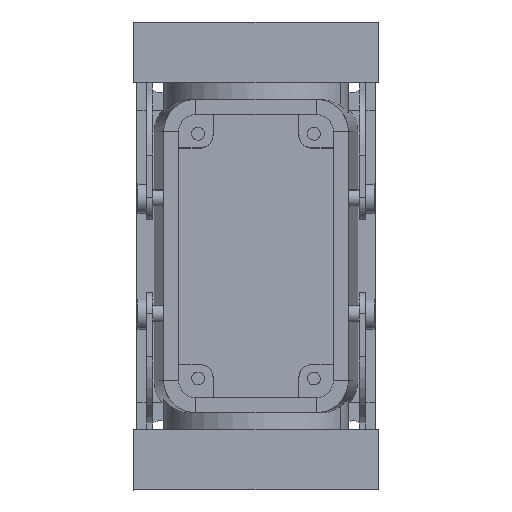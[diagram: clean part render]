
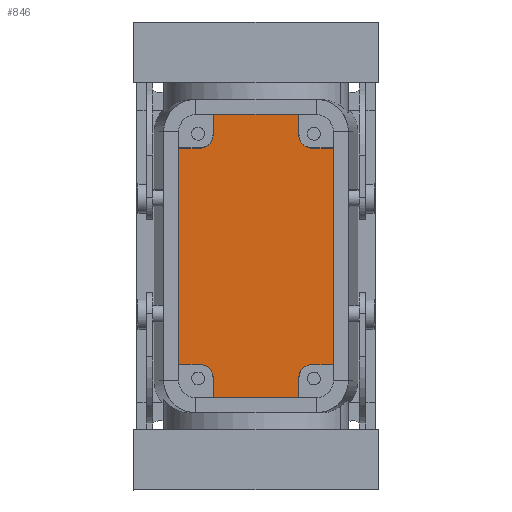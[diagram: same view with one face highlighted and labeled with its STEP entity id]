
A CAD part, top view. The second image highlights one B-rep face of the part: STEP entity #846.
In plain terms, the highlighted planar face has unit normal (0, 0, 1).
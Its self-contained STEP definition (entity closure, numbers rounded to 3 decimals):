
#352=AXIS2_PLACEMENT_3D('Circle Axis2P3D',#350,#351,$) ;
#724=AXIS2_PLACEMENT_3D('Plane Axis2P3D',#721,#722,#723) ;
#321=CARTESIAN_POINT('Vertex',(18.5,21.5,5.5)) ;
#324=CARTESIAN_POINT('Line Origine',(18.5,23.875,5.5)) ;
#328=CARTESIAN_POINT('Vertex',(18.5,26.25,5.5)) ;
#350=CARTESIAN_POINT('Axis2P3D Location',(15.5,26.25,5.5)) ;
#354=CARTESIAN_POINT('Vertex',(15.5,29.25,5.5)) ;
#374=CARTESIAN_POINT('Line Origine',(13.,29.25,5.5)) ;
#378=CARTESIAN_POINT('Vertex',(10.5,29.25,5.5)) ;
#685=CARTESIAN_POINT('Vertex',(38.5,26.25,5.5)) ;
#688=CARTESIAN_POINT('Line Origine',(38.5,23.875,5.5)) ;
#692=CARTESIAN_POINT('Vertex',(38.5,21.5,5.5)) ;
#709=CARTESIAN_POINT('Line Origine',(28.5,21.5,5.5)) ;
#721=CARTESIAN_POINT('Axis2P3D Location',(28.5,54.5,5.5)) ;
#727=CARTESIAN_POINT('Control Point',(41.5,79.75,5.5)) ;
#728=CARTESIAN_POINT('Control Point',(41.161,79.75,5.5)) ;
#729=CARTESIAN_POINT('Control Point',(40.821,79.798,5.5)) ;
#730=CARTESIAN_POINT('Control Point',(40.491,79.894,5.5)) ;
#731=CARTESIAN_POINT('Control Point',(39.866,80.177,5.5)) ;
#732=CARTESIAN_POINT('Control Point',(39.345,80.622,5.5)) ;
#733=CARTESIAN_POINT('Control Point',(39.117,80.88,5.5)) ;
#734=CARTESIAN_POINT('Control Point',(38.783,81.389,5.5)) ;
#735=CARTESIAN_POINT('Control Point',(38.587,81.963,5.5)) ;
#736=CARTESIAN_POINT('Control Point',(38.529,82.223,5.5)) ;
#737=CARTESIAN_POINT('Control Point',(38.5,82.486,5.5)) ;
#738=CARTESIAN_POINT('Control Point',(38.5,82.75,5.5)) ;
#739=CARTESIAN_POINT('Vertex',(38.5,82.75,5.5)) ;
#741=CARTESIAN_POINT('Vertex',(41.5,79.75,5.5)) ;
#744=CARTESIAN_POINT('Line Origine',(38.5,85.125,5.5)) ;
#748=CARTESIAN_POINT('Vertex',(38.5,87.5,5.5)) ;
#751=CARTESIAN_POINT('Line Origine',(28.5,87.5,5.5)) ;
#755=CARTESIAN_POINT('Vertex',(18.5,87.5,5.5)) ;
#758=CARTESIAN_POINT('Line Origine',(18.5,85.125,5.5)) ;
#762=CARTESIAN_POINT('Vertex',(18.5,82.75,5.5)) ;
#766=CARTESIAN_POINT('Control Point',(18.5,82.75,5.5)) ;
#767=CARTESIAN_POINT('Control Point',(18.5,82.411,5.5)) ;
#768=CARTESIAN_POINT('Control Point',(18.452,82.071,5.5)) ;
#769=CARTESIAN_POINT('Control Point',(18.356,81.741,5.5)) ;
#770=CARTESIAN_POINT('Control Point',(18.073,81.116,5.5)) ;
#771=CARTESIAN_POINT('Control Point',(17.628,80.595,5.5)) ;
#772=CARTESIAN_POINT('Control Point',(17.37,80.367,5.5)) ;
#773=CARTESIAN_POINT('Control Point',(16.861,80.033,5.5)) ;
#774=CARTESIAN_POINT('Control Point',(16.287,79.837,5.5)) ;
#775=CARTESIAN_POINT('Control Point',(16.027,79.779,5.5)) ;
#776=CARTESIAN_POINT('Control Point',(15.764,79.75,5.5)) ;
#777=CARTESIAN_POINT('Control Point',(15.5,79.75,5.5)) ;
#778=CARTESIAN_POINT('Vertex',(15.5,79.75,5.5)) ;
#781=CARTESIAN_POINT('Line Origine',(13.,79.75,5.5)) ;
#785=CARTESIAN_POINT('Vertex',(10.5,79.75,5.5)) ;
#788=CARTESIAN_POINT('Line Origine',(10.5,54.5,5.5)) ;
#794=CARTESIAN_POINT('Control Point',(38.5,26.25,5.5)) ;
#795=CARTESIAN_POINT('Control Point',(38.5,26.589,5.5)) ;
#796=CARTESIAN_POINT('Control Point',(38.548,26.929,5.5)) ;
#797=CARTESIAN_POINT('Control Point',(38.644,27.259,5.5)) ;
#798=CARTESIAN_POINT('Control Point',(38.927,27.884,5.5)) ;
#799=CARTESIAN_POINT('Control Point',(39.372,28.405,5.5)) ;
#800=CARTESIAN_POINT('Control Point',(39.63,28.633,5.5)) ;
#801=CARTESIAN_POINT('Control Point',(40.139,28.967,5.5)) ;
#802=CARTESIAN_POINT('Control Point',(40.713,29.163,5.5)) ;
#803=CARTESIAN_POINT('Control Point',(40.973,29.221,5.5)) ;
#804=CARTESIAN_POINT('Control Point',(41.236,29.25,5.5)) ;
#805=CARTESIAN_POINT('Control Point',(41.5,29.25,5.5)) ;
#806=CARTESIAN_POINT('Vertex',(41.5,29.25,5.5)) ;
#809=CARTESIAN_POINT('Line Origine',(44.,29.25,5.5)) ;
#813=CARTESIAN_POINT('Vertex',(46.5,29.25,5.5)) ;
#816=CARTESIAN_POINT('Line Origine',(46.5,54.5,5.5)) ;
#820=CARTESIAN_POINT('Vertex',(46.5,79.75,5.5)) ;
#823=CARTESIAN_POINT('Line Origine',(44.,79.75,5.5)) ;
#325=DIRECTION('Vector Direction',(0.,-1.,0.)) ;
#351=DIRECTION('Axis2P3D Direction',(0.,0.,-1.)) ;
#375=DIRECTION('Vector Direction',(1.,0.,0.)) ;
#689=DIRECTION('Vector Direction',(0.,-1.,0.)) ;
#710=DIRECTION('Vector Direction',(1.,0.,0.)) ;
#722=DIRECTION('Axis2P3D Direction',(0.,-0.,1.)) ;
#723=DIRECTION('Axis2P3D XDirection',(0.,1.,0.)) ;
#745=DIRECTION('Vector Direction',(0.,1.,0.)) ;
#752=DIRECTION('Vector Direction',(-1.,0.,0.)) ;
#759=DIRECTION('Vector Direction',(0.,1.,0.)) ;
#782=DIRECTION('Vector Direction',(1.,0.,0.)) ;
#789=DIRECTION('Vector Direction',(0.,1.,0.)) ;
#810=DIRECTION('Vector Direction',(-1.,0.,0.)) ;
#817=DIRECTION('Vector Direction',(0.,-1.,0.)) ;
#824=DIRECTION('Vector Direction',(-1.,0.,0.)) ;
#326=VECTOR('Line Direction',#325,1.) ;
#376=VECTOR('Line Direction',#375,1.) ;
#690=VECTOR('Line Direction',#689,1.) ;
#711=VECTOR('Line Direction',#710,1.) ;
#746=VECTOR('Line Direction',#745,1.) ;
#753=VECTOR('Line Direction',#752,1.) ;
#760=VECTOR('Line Direction',#759,1.) ;
#783=VECTOR('Line Direction',#782,1.) ;
#790=VECTOR('Line Direction',#789,1.) ;
#811=VECTOR('Line Direction',#810,1.) ;
#818=VECTOR('Line Direction',#817,1.) ;
#825=VECTOR('Line Direction',#824,1.) ;
#829=ORIENTED_EDGE('',*,*,#743,.F.) ;
#830=ORIENTED_EDGE('',*,*,#750,.T.) ;
#831=ORIENTED_EDGE('',*,*,#757,.T.) ;
#832=ORIENTED_EDGE('',*,*,#764,.F.) ;
#833=ORIENTED_EDGE('',*,*,#780,.F.) ;
#834=ORIENTED_EDGE('',*,*,#787,.F.) ;
#835=ORIENTED_EDGE('',*,*,#792,.T.) ;
#836=ORIENTED_EDGE('',*,*,#380,.T.) ;
#837=ORIENTED_EDGE('',*,*,#356,.F.) ;
#838=ORIENTED_EDGE('',*,*,#330,.T.) ;
#839=ORIENTED_EDGE('',*,*,#713,.T.) ;
#840=ORIENTED_EDGE('',*,*,#694,.F.) ;
#841=ORIENTED_EDGE('',*,*,#808,.F.) ;
#842=ORIENTED_EDGE('',*,*,#815,.F.) ;
#843=ORIENTED_EDGE('',*,*,#822,.T.) ;
#844=ORIENTED_EDGE('',*,*,#827,.T.) ;
#846=ADVANCED_FACE('Housing',(#845),#725,.T.) ;
#726=B_SPLINE_CURVE_WITH_KNOTS('',5,(#727,#728,#729,#730,#731,#732,#733,#734,#735,#736,#737,#738),.UNSPECIFIED.,.F.,.U.,(6,3,3,6),(0.,2.4,4.8,6.664),.UNSPECIFIED.) ;
#765=B_SPLINE_CURVE_WITH_KNOTS('',5,(#766,#767,#768,#769,#770,#771,#772,#773,#774,#775,#776,#777),.UNSPECIFIED.,.F.,.U.,(6,3,3,6),(0.,2.4,4.8,6.664),.UNSPECIFIED.) ;
#793=B_SPLINE_CURVE_WITH_KNOTS('',5,(#794,#795,#796,#797,#798,#799,#800,#801,#802,#803,#804,#805),.UNSPECIFIED.,.F.,.U.,(6,3,3,6),(0.,2.4,4.8,6.664),.UNSPECIFIED.) ;
#353=CIRCLE('generated circle',#352,3.) ;
#330=EDGE_CURVE('',#329,#322,#327,.T.) ;
#356=EDGE_CURVE('',#329,#355,#353,.F.) ;
#380=EDGE_CURVE('',#379,#355,#377,.T.) ;
#694=EDGE_CURVE('',#686,#693,#691,.T.) ;
#713=EDGE_CURVE('',#322,#693,#712,.T.) ;
#743=EDGE_CURVE('',#740,#742,#726,.F.) ;
#750=EDGE_CURVE('',#740,#749,#747,.T.) ;
#757=EDGE_CURVE('',#749,#756,#754,.T.) ;
#764=EDGE_CURVE('',#763,#756,#761,.T.) ;
#780=EDGE_CURVE('',#779,#763,#765,.F.) ;
#787=EDGE_CURVE('',#786,#779,#784,.T.) ;
#792=EDGE_CURVE('',#786,#379,#791,.F.) ;
#808=EDGE_CURVE('',#807,#686,#793,.F.) ;
#815=EDGE_CURVE('',#814,#807,#812,.T.) ;
#822=EDGE_CURVE('',#814,#821,#819,.F.) ;
#827=EDGE_CURVE('',#821,#742,#826,.T.) ;
#828=EDGE_LOOP('',(#829,#830,#831,#832,#833,#834,#835,#836,#837,#838,#839,#840,#841,#842,#843,#844)) ;
#845=FACE_OUTER_BOUND('',#828,.T.) ;
#327=LINE('Line',#324,#326) ;
#377=LINE('Line',#374,#376) ;
#691=LINE('Line',#688,#690) ;
#712=LINE('Line',#709,#711) ;
#747=LINE('Line',#744,#746) ;
#754=LINE('Line',#751,#753) ;
#761=LINE('Line',#758,#760) ;
#784=LINE('Line',#781,#783) ;
#791=LINE('Line',#788,#790) ;
#812=LINE('Line',#809,#811) ;
#819=LINE('Line',#816,#818) ;
#826=LINE('Line',#823,#825) ;
#725=PLANE('',#724) ;
#322=VERTEX_POINT('',#321) ;
#329=VERTEX_POINT('',#328) ;
#355=VERTEX_POINT('',#354) ;
#379=VERTEX_POINT('',#378) ;
#686=VERTEX_POINT('',#685) ;
#693=VERTEX_POINT('',#692) ;
#740=VERTEX_POINT('',#739) ;
#742=VERTEX_POINT('',#741) ;
#749=VERTEX_POINT('',#748) ;
#756=VERTEX_POINT('',#755) ;
#763=VERTEX_POINT('',#762) ;
#779=VERTEX_POINT('',#778) ;
#786=VERTEX_POINT('',#785) ;
#807=VERTEX_POINT('',#806) ;
#814=VERTEX_POINT('',#813) ;
#821=VERTEX_POINT('',#820) ;
